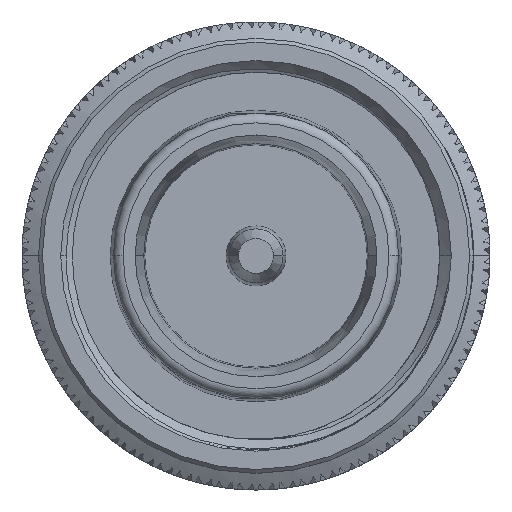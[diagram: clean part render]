
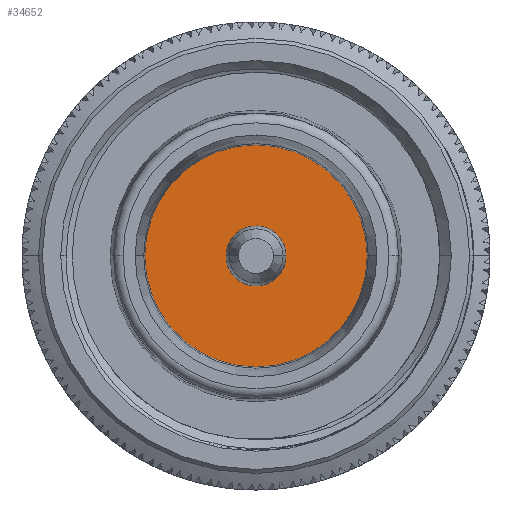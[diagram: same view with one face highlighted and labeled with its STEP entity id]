
A CAD part, top view. The second image highlights one B-rep face of the part: STEP entity #34652.
In plain terms, the highlighted planar face has unit normal (0, 0, 1).
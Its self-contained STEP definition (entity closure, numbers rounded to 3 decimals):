
#594 = CARTESIAN_POINT ( 'NONE',  ( 0., 0., -3.752 ) ) ;
#2157 = CARTESIAN_POINT ( 'NONE',  ( 0., 0., -3.752 ) ) ;
#4047 = VERTEX_POINT ( 'NONE', #32061 ) ;
#5669 = CIRCLE ( 'NONE', #77472, 1.55 ) ;
#5914 = VERTEX_POINT ( 'NONE', #67374 ) ;
#6388 = ORIENTED_EDGE ( 'NONE', *, *, #52860, .F. ) ;
#7652 = DIRECTION ( 'NONE',  ( -1., 0., 0. ) ) ;
#9231 = DIRECTION ( 'NONE',  ( -1., 0., 0. ) ) ;
#9398 = CIRCLE ( 'NONE', #66637, 5.75 ) ;
#12658 = PLANE ( 'NONE',  #80268 ) ;
#13420 = CARTESIAN_POINT ( 'NONE',  ( -5.75, 0., -3.752 ) ) ;
#15124 = CARTESIAN_POINT ( 'NONE',  ( 0., 0., -3.752 ) ) ;
#16878 = DIRECTION ( 'NONE',  ( 0., 0., 1. ) ) ;
#22277 = DIRECTION ( 'NONE',  ( -1., 0., 0. ) ) ;
#24924 = ORIENTED_EDGE ( 'NONE', *, *, #25405, .F. ) ;
#25405 = EDGE_CURVE ( 'NONE', #4047, #56743, #9398, .T. ) ;
#26493 = AXIS2_PLACEMENT_3D ( 'NONE', #15124, #64387, #22277 ) ;
#32061 = CARTESIAN_POINT ( 'NONE',  ( 5.75, 0., -3.752 ) ) ;
#34485 = CIRCLE ( 'NONE', #47502, 1.55 ) ;
#34652 = ADVANCED_FACE ( 'NONE', ( #69945, #90994 ), #12658, .F. ) ;
#39943 = ORIENTED_EDGE ( 'NONE', *, *, #71203, .F. ) ;
#40836 = EDGE_CURVE ( 'NONE', #5914, #78330, #5669, .T. ) ;
#41010 = CARTESIAN_POINT ( 'NONE',  ( 0., 0., -3.752 ) ) ;
#47502 = AXIS2_PLACEMENT_3D ( 'NONE', #59068, #16878, #66122 ) ;
#48048 = DIRECTION ( 'NONE',  ( -1., 0., 0. ) ) ;
#48981 = CARTESIAN_POINT ( 'NONE',  ( -1.55, 0., -3.752 ) ) ;
#49804 = DIRECTION ( 'NONE',  ( 0., 0., -1. ) ) ;
#51352 = DIRECTION ( 'NONE',  ( 0., 0., 1. ) ) ;
#52594 = CIRCLE ( 'NONE', #26493, 5.75 ) ;
#52860 = EDGE_CURVE ( 'NONE', #56743, #4047, #52594, .T. ) ;
#56743 = VERTEX_POINT ( 'NONE', #13420 ) ;
#59068 = CARTESIAN_POINT ( 'NONE',  ( 0., 0., -3.752 ) ) ;
#64387 = DIRECTION ( 'NONE',  ( 0., 0., -1. ) ) ;
#66122 = DIRECTION ( 'NONE',  ( -1., 0., 0. ) ) ;
#66637 = AXIS2_PLACEMENT_3D ( 'NONE', #594, #49804, #7652 ) ;
#67374 = CARTESIAN_POINT ( 'NONE',  ( 1.55, 0., -3.752 ) ) ;
#69945 = FACE_BOUND ( 'NONE', #71618, .T. ) ;
#71203 = EDGE_CURVE ( 'NONE', #78330, #5914, #34485, .T. ) ;
#71618 = EDGE_LOOP ( 'NONE', ( #88070, #39943 ) ) ;
#77472 = AXIS2_PLACEMENT_3D ( 'NONE', #2157, #51352, #9231 ) ;
#78330 = VERTEX_POINT ( 'NONE', #48981 ) ;
#80167 = EDGE_LOOP ( 'NONE', ( #24924, #6388 ) ) ;
#80268 = AXIS2_PLACEMENT_3D ( 'NONE', #41010, #90274, #48048 ) ;
#88070 = ORIENTED_EDGE ( 'NONE', *, *, #40836, .F. ) ;
#90274 = DIRECTION ( 'NONE',  ( 0., 0., -1. ) ) ;
#90994 = FACE_OUTER_BOUND ( 'NONE', #80167, .T. ) ;
